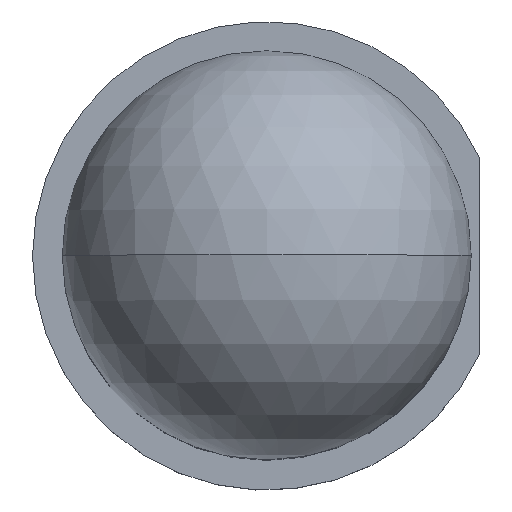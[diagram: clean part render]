
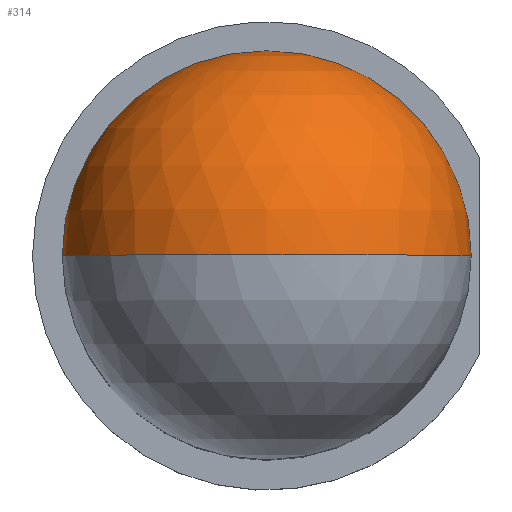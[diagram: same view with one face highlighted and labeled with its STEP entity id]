
A CAD part, top view. The second image highlights one B-rep face of the part: STEP entity #314.
In plain terms, the highlighted spherical face has radius 2.5 mm.
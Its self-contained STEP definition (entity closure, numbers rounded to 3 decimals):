
#7 = CARTESIAN_POINT ( 'NONE',  ( 0., 0., 5.5 ) ) ;
#18 = DIRECTION ( 'NONE',  ( 0., 0., -1. ) ) ;
#26 = DIRECTION ( 'NONE',  ( 0., -1., 0. ) ) ;
#73 = CIRCLE ( 'NONE', #595, 2.5 ) ;
#76 = VERTEX_POINT ( 'NONE', #337 ) ;
#105 = AXIS2_PLACEMENT_3D ( 'NONE', #7, #375, #169 ) ;
#123 = CARTESIAN_POINT ( 'NONE',  ( 0., 0., 5.5 ) ) ;
#124 = SPHERICAL_SURFACE ( 'NONE', #105, 2.5 ) ;
#136 = ORIENTED_EDGE ( 'NONE', *, *, #646, .T. ) ;
#169 = DIRECTION ( 'NONE',  ( 1., 0., 0. ) ) ;
#194 = EDGE_LOOP ( 'NONE', ( #557, #136, #229 ) ) ;
#216 = DIRECTION ( 'NONE',  ( -1., 0., 0. ) ) ;
#229 = ORIENTED_EDGE ( 'NONE', *, *, #555, .F. ) ;
#313 = AXIS2_PLACEMENT_3D ( 'NONE', #506, #366, #216 ) ;
#314 = ADVANCED_FACE ( 'NONE', ( #486 ), #124, .T. ) ;
#337 = CARTESIAN_POINT ( 'NONE',  ( -2.5, 0., 5.5 ) ) ;
#356 = AXIS2_PLACEMENT_3D ( 'NONE', #123, #18, #532 ) ;
#366 = DIRECTION ( 'NONE',  ( 0., 1., 0. ) ) ;
#375 = DIRECTION ( 'NONE',  ( 0., 1., 0. ) ) ;
#400 = CARTESIAN_POINT ( 'NONE',  ( 2.5, 0., 5.5 ) ) ;
#430 = EDGE_CURVE ( 'NONE', #76, #651, #522, .T. ) ;
#449 = DIRECTION ( 'NONE',  ( 0., 0., -1. ) ) ;
#483 = CARTESIAN_POINT ( 'NONE',  ( 0., 0., 8. ) ) ;
#486 = FACE_OUTER_BOUND ( 'NONE', #194, .T. ) ;
#490 = VERTEX_POINT ( 'NONE', #483 ) ;
#506 = CARTESIAN_POINT ( 'NONE',  ( 0., 0., 5.5 ) ) ;
#522 = CIRCLE ( 'NONE', #356, 2.5 ) ;
#532 = DIRECTION ( 'NONE',  ( -1., 0., 0. ) ) ;
#555 = EDGE_CURVE ( 'NONE', #651, #490, #73, .T. ) ;
#557 = ORIENTED_EDGE ( 'NONE', *, *, #430, .F. ) ;
#595 = AXIS2_PLACEMENT_3D ( 'NONE', #641, #26, #449 ) ;
#597 = CIRCLE ( 'NONE', #313, 2.5 ) ;
#641 = CARTESIAN_POINT ( 'NONE',  ( 0., 0., 5.5 ) ) ;
#646 = EDGE_CURVE ( 'NONE', #76, #490, #597, .T. ) ;
#651 = VERTEX_POINT ( 'NONE', #400 ) ;
